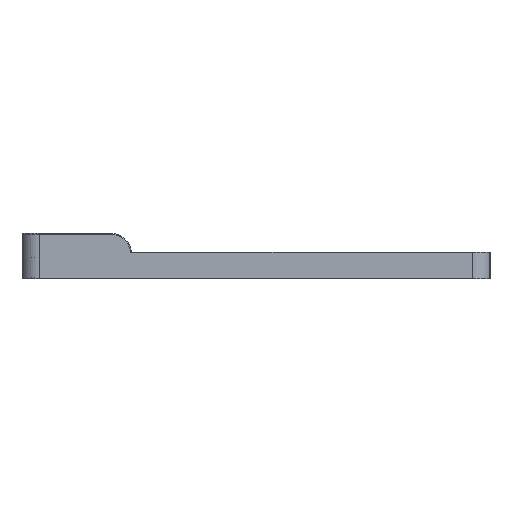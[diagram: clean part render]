
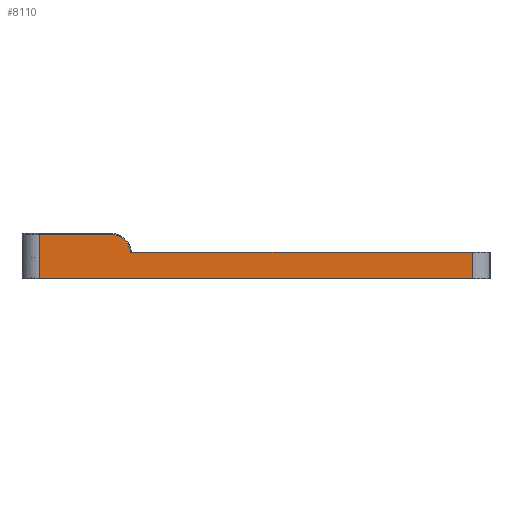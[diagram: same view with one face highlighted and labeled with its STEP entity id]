
A CAD part, left-side view. The second image highlights one B-rep face of the part: STEP entity #8110.
In plain terms, the highlighted planar face has unit normal (-1, 0, 0).
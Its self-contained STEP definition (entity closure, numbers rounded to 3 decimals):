
#962=PLANE('',#8551);
#1425=FACE_OUTER_BOUND('',#1914,.T.);
#1914=EDGE_LOOP('',(#7626,#7627,#7628,#7629,#7630,#7631));
#1918=LINE('',#10004,#2497);
#1954=LINE('',#10174,#2533);
#2482=LINE('',#16432,#3061);
#2488=LINE('',#16459,#3067);
#2494=LINE('',#16470,#3073);
#2497=VECTOR('',#8569,10.);
#2533=VECTOR('',#8713,10.);
#3061=VECTOR('',#9923,10.);
#3067=VECTOR('',#9967,10.);
#3073=VECTOR('',#9983,10.);
#3241=CIRCLE('',#8529,5.75);
#3249=VERTEX_POINT('',#10001);
#3250=VERTEX_POINT('',#10003);
#3309=VERTEX_POINT('',#10162);
#3310=VERTEX_POINT('',#10173);
#4010=VERTEX_POINT('',#16426);
#4011=VERTEX_POINT('',#16430);
#4020=EDGE_CURVE('',#3250,#3249,#1918,.T.);
#4096=EDGE_CURVE('',#3309,#3310,#1954,.T.);
#5208=EDGE_CURVE('',#4010,#4011,#2482,.T.);
#5210=EDGE_CURVE('',#4011,#3309,#3241,.T.);
#5218=EDGE_CURVE('',#3310,#3249,#2488,.T.);
#5224=EDGE_CURVE('',#3250,#4010,#2494,.T.);
#7626=ORIENTED_EDGE('',*,*,#5218,.F.);
#7627=ORIENTED_EDGE('',*,*,#4096,.F.);
#7628=ORIENTED_EDGE('',*,*,#5210,.F.);
#7629=ORIENTED_EDGE('',*,*,#5208,.F.);
#7630=ORIENTED_EDGE('',*,*,#5224,.F.);
#7631=ORIENTED_EDGE('',*,*,#4020,.T.);
#8110=ADVANCED_FACE('',(#1425),#962,.T.);
#8529=AXIS2_PLACEMENT_3D('',#16435,#9928,#9929);
#8551=AXIS2_PLACEMENT_3D('',#16471,#9984,#9985);
#8569=DIRECTION('',(0.,-1.,0.));
#8713=DIRECTION('',(0.,-1.,0.));
#9923=DIRECTION('',(0.,-1.,0.));
#9928=DIRECTION('center_axis',(1.,0.,0.));
#9929=DIRECTION('ref_axis',(0.,-0.674,0.738));
#9967=DIRECTION('',(0.,0.,-1.));
#9983=DIRECTION('',(0.,0.,1.));
#9984=DIRECTION('center_axis',(-1.,0.,0.));
#9985=DIRECTION('ref_axis',(0.,-1.,0.));
#10001=CARTESIAN_POINT('',(0.,5.,0.));
#10003=CARTESIAN_POINT('',(0.,129.164,0.));
#10004=CARTESIAN_POINT('',(0.,134.164,0.));
#10162=CARTESIAN_POINT('',(0.,103.03,7.5));
#10173=CARTESIAN_POINT('',(0.,5.,7.5));
#10174=CARTESIAN_POINT('',(0.,134.164,7.5));
#16426=CARTESIAN_POINT('',(0.,129.164,12.708));
#16430=CARTESIAN_POINT('',(0.,108.755,12.708));
#16432=CARTESIAN_POINT('',(0.,127.601,12.708));
#16435=CARTESIAN_POINT('Origin',(0.,108.755,6.958));
#16459=CARTESIAN_POINT('',(0.,5.,0.));
#16470=CARTESIAN_POINT('',(0.,129.164,0.));
#16471=CARTESIAN_POINT('Origin',(0.,134.164,0.));
